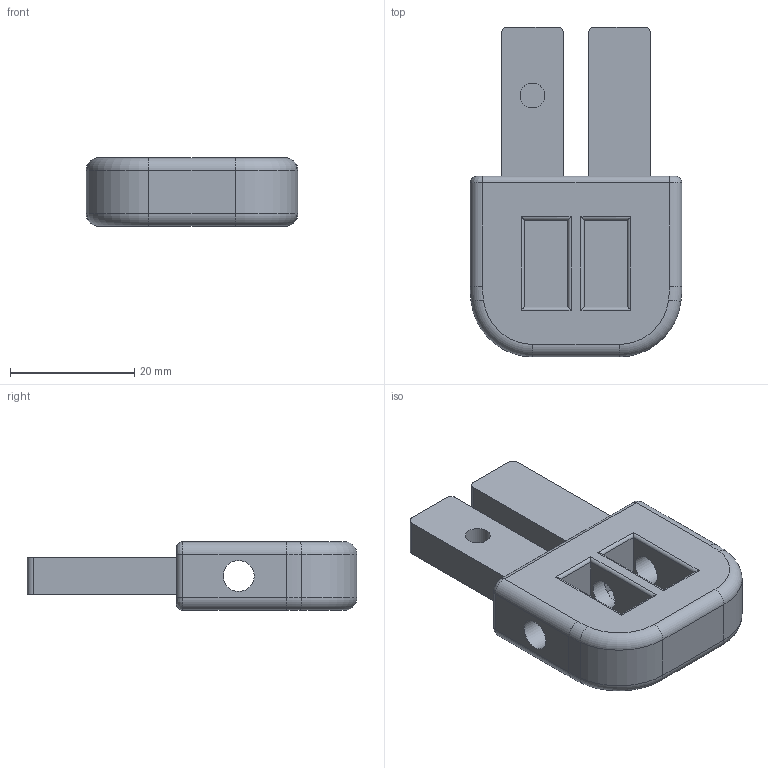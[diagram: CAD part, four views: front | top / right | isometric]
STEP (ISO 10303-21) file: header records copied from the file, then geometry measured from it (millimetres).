
FILE_DESCRIPTION((''),'2;1');
FILE_NAME('DIB1134.stp','2015-07-18T16:41:12',('user'),(''),'Autodesk Inventor 2012','Autodesk Inventor 2012','');
FILE_SCHEMA(('AUTOMOTIVE_DESIGN { 1 0 10303 214 1 1 1 1 }'));
Length unit declared in the file: millimetre
Products named in the file (1): DIB1134
Bounding box: 34 x 53 x 11 mm (x, y, z)
Volume: 11010 mm3; surface area: 5424.5 mm2
Topology: 1 solids, 1 shells, 75 faces, 168 edges, 100 vertices
Faces by surface type: cylinder 32, plane 27, torus 9, sphere 4, bspline 3
Full cylindrical faces by diameter (mm): 4 x1, 5 x3
Entity records: 2316 total; most frequent: CARTESIAN_POINT 580, DIRECTION 386, ORIENTED_EDGE 328, EDGE_CURVE 164, AXIS2_PLACEMENT_3D 149, VERTEX_POINT 100, EDGE_LOOP 90, VECTOR 88
